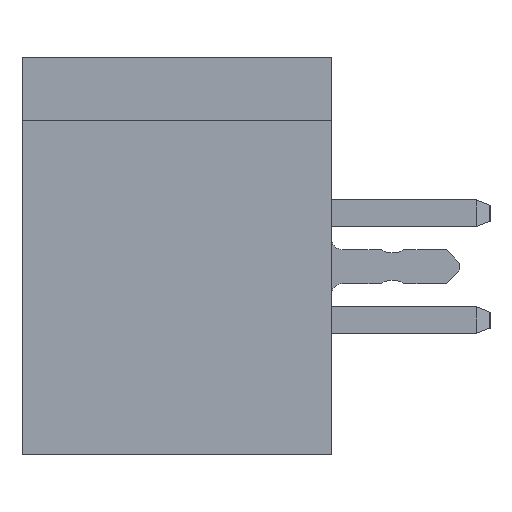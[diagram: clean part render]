
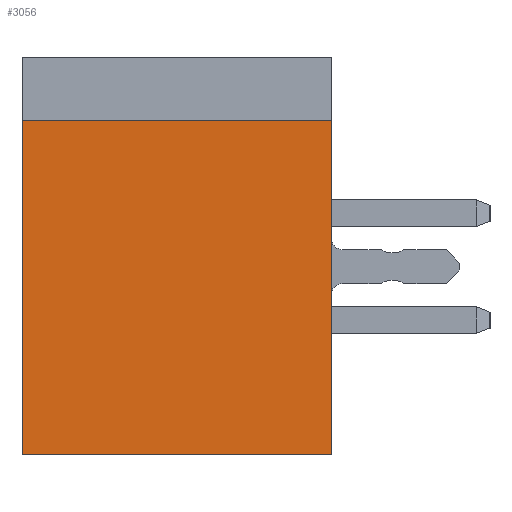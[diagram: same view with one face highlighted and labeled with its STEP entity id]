
A CAD part, left-side view. The second image highlights one B-rep face of the part: STEP entity #3056.
In plain terms, the highlighted planar face has unit normal (-1, 0, 0).
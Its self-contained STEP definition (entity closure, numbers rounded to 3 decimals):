
#3056 = ADVANCED_FACE( '', ( #6226 ), #6227, .T. );
#6226 = FACE_OUTER_BOUND( '', #9481, .T. );
#6227 = PLANE( '', #9482 );
#9481 = EDGE_LOOP( '', ( #18771, #18772, #18773, #18774 ) );
#9482 = AXIS2_PLACEMENT_3D( '', #18775, #18776, #18777 );
#18771 = ORIENTED_EDGE( '', *, *, #23534, .F. );
#18772 = ORIENTED_EDGE( '', *, *, #22286, .F. );
#18773 = ORIENTED_EDGE( '', *, *, #19771, .T. );
#18774 = ORIENTED_EDGE( '', *, *, #23271, .T. );
#18775 = CARTESIAN_POINT( '', ( -22.837, -2.895, -3.52 ) );
#18776 = DIRECTION( '', ( -1., 0., 0. ) );
#18777 = DIRECTION( '', ( 0., 0., 1. ) );
#19771 = EDGE_CURVE( '', #23696, #23704, #23706, .T. );
#22286 = EDGE_CURVE( '', #23696, #27730, #27731, .T. );
#23271 = EDGE_CURVE( '', #23704, #28954, #28956, .T. );
#23534 = EDGE_CURVE( '', #27730, #28954, #29239, .T. );
#23696 = VERTEX_POINT( '', #29417 );
#23704 = VERTEX_POINT( '', #29429 );
#23706 = LINE( '', #29432, #29433 );
#27730 = VERTEX_POINT( '', #35390 );
#27731 = LINE( '', #35391, #35392 );
#28954 = VERTEX_POINT( '', #37266 );
#28956 = LINE( '', #37269, #37270 );
#29239 = LINE( '', #37680, #37681 );
#29417 = CARTESIAN_POINT( '', ( -22.837, -2.895, -3.52 ) );
#29429 = CARTESIAN_POINT( '', ( -22.837, -2.895, 2.735 ) );
#29432 = CARTESIAN_POINT( '', ( -22.837, -2.895, -3.52 ) );
#29433 = VECTOR( '', #37851, 1000. );
#35390 = CARTESIAN_POINT( '', ( -22.837, 2.895, -3.52 ) );
#35391 = CARTESIAN_POINT( '', ( -22.837, -2.895, -3.52 ) );
#35392 = VECTOR( '', #40007, 1000. );
#37266 = CARTESIAN_POINT( '', ( -22.837, 2.895, 2.735 ) );
#37269 = CARTESIAN_POINT( '', ( -22.837, -2.895, 2.735 ) );
#37270 = VECTOR( '', #40696, 1000. );
#37680 = CARTESIAN_POINT( '', ( -22.837, 2.895, -3.52 ) );
#37681 = VECTOR( '', #40830, 1000. );
#37851 = DIRECTION( '', ( 0., 0., 1. ) );
#40007 = DIRECTION( '', ( 0., 1., 0. ) );
#40696 = DIRECTION( '', ( 0., 1., 0. ) );
#40830 = DIRECTION( '', ( 0., 0., 1. ) );
